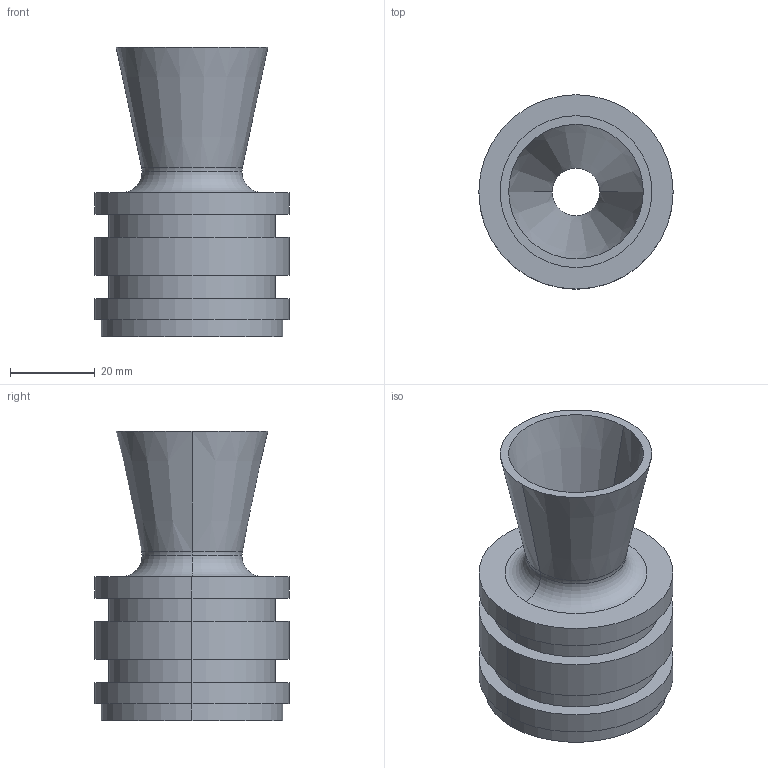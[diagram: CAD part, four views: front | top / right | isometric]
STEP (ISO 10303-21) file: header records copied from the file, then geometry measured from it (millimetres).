
FILE_DESCRIPTION (( 'STEP AP214' ), '1' );
FILE_NAME ('Nozzle.STEP', '2024-12-11T16:55:14', ( '' ), ( '' ), 'SwSTEP 2.0', 'SolidWorks 2022', '' );
FILE_SCHEMA (( 'AUTOMOTIVE_DESIGN' ));
Length unit declared in the file: millimetre
Products named in the file (1): Nozzle
Bounding box: 46 x 46 x 68.43 mm (x, y, z)
Volume: 44094.1 mm3; surface area: 16597.6 mm2
Topology: 1 solids, 1 shells, 32 faces, 64 edges, 40 vertices
Faces by surface type: cylinder 12, plane 8, torus 6, cone 6
Entity records: 888 total; most frequent: DIRECTION 176, CARTESIAN_POINT 137, ORIENTED_EDGE 128, AXIS2_PLACEMENT_3D 79, EDGE_CURVE 64, CIRCLE 46, VERTEX_POINT 40, EDGE_LOOP 40
